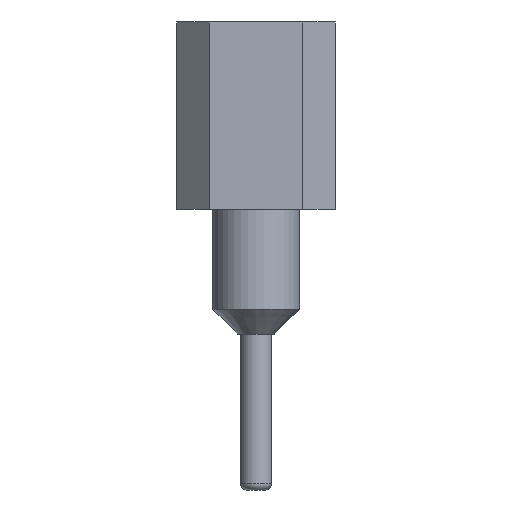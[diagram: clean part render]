
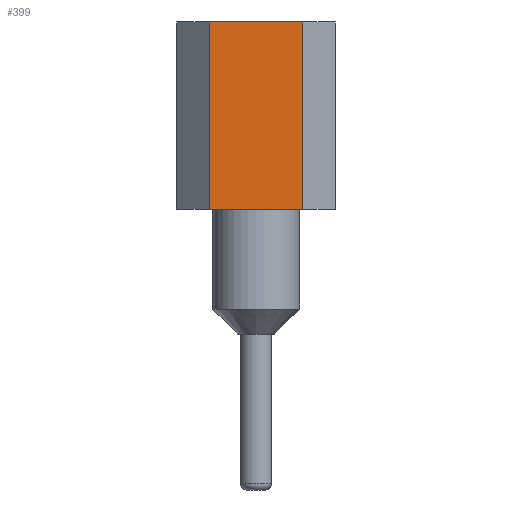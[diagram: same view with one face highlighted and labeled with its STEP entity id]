
A CAD part, left-side view. The second image highlights one B-rep face of the part: STEP entity #399.
In plain terms, the highlighted planar face has unit normal (-1, 0, 0).
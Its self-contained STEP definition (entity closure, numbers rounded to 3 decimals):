
#220 = VERTEX_POINT('',#221);
#221 = CARTESIAN_POINT('',(-1.27,0.75,-3.));
#227 = EDGE_CURVE('',#220,#228,#230,.T.);
#228 = VERTEX_POINT('',#229);
#229 = CARTESIAN_POINT('',(-1.27,-0.75,-3.));
#230 = LINE('',#231,#232);
#231 = CARTESIAN_POINT('',(-1.27,0.75,-3.));
#232 = VECTOR('',#233,1.);
#233 = DIRECTION('',(0.,-1.,0.));
#357 = EDGE_CURVE('',#358,#220,#360,.T.);
#358 = VERTEX_POINT('',#359);
#359 = CARTESIAN_POINT('',(-1.27,0.75,0.));
#360 = LINE('',#361,#362);
#361 = CARTESIAN_POINT('',(-1.27,0.75,0.));
#362 = VECTOR('',#363,1.);
#363 = DIRECTION('',(-0.,-0.,-1.));
#399 = ADVANCED_FACE('',(#400),#418,.T.);
#400 = FACE_BOUND('',#401,.T.);
#401 = EDGE_LOOP('',(#402,#403,#404,#412));
#402 = ORIENTED_EDGE('',*,*,#357,.T.);
#403 = ORIENTED_EDGE('',*,*,#227,.T.);
#404 = ORIENTED_EDGE('',*,*,#405,.F.);
#405 = EDGE_CURVE('',#406,#228,#408,.T.);
#406 = VERTEX_POINT('',#407);
#407 = CARTESIAN_POINT('',(-1.27,-0.75,0.));
#408 = LINE('',#409,#410);
#409 = CARTESIAN_POINT('',(-1.27,-0.75,0.));
#410 = VECTOR('',#411,1.);
#411 = DIRECTION('',(-0.,-0.,-1.));
#412 = ORIENTED_EDGE('',*,*,#413,.F.);
#413 = EDGE_CURVE('',#358,#406,#414,.T.);
#414 = LINE('',#415,#416);
#415 = CARTESIAN_POINT('',(-1.27,0.75,0.));
#416 = VECTOR('',#417,1.);
#417 = DIRECTION('',(0.,-1.,0.));
#418 = PLANE('',#419);
#419 = AXIS2_PLACEMENT_3D('',#420,#421,#422);
#420 = CARTESIAN_POINT('',(-1.27,0.75,0.));
#421 = DIRECTION('',(-1.,0.,0.));
#422 = DIRECTION('',(0.,-1.,0.));
